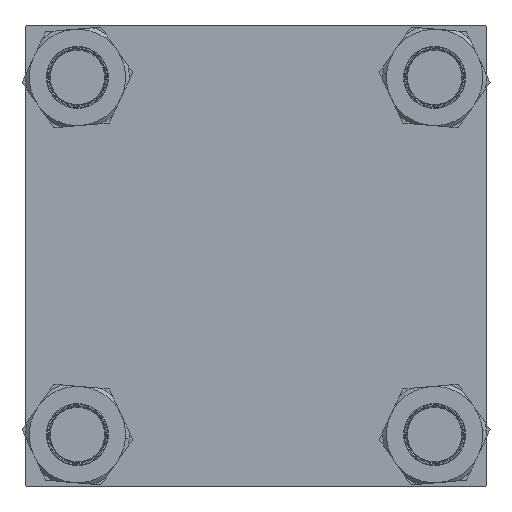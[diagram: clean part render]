
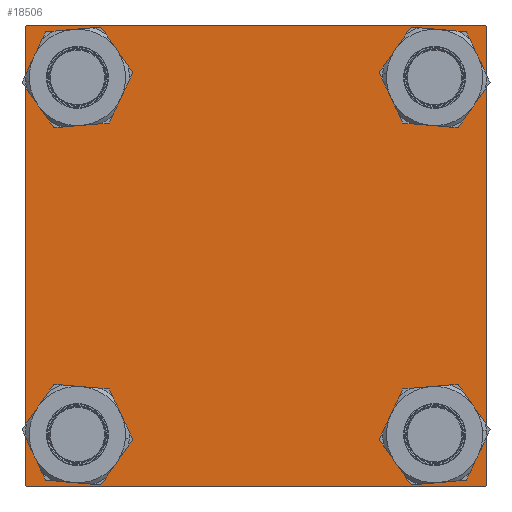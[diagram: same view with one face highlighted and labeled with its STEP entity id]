
A CAD part, left-side view. The second image highlights one B-rep face of the part: STEP entity #18506.
In plain terms, the highlighted planar face has unit normal (-1, 0, 0).
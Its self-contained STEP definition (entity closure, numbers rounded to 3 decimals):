
#220 = CARTESIAN_POINT ( 'NONE',  ( 0., 95.1, 95.1 ) ) ;
#666 = VERTEX_POINT ( 'NONE', #14528 ) ;
#682 = CARTESIAN_POINT ( 'NONE',  ( 0., 95.1, 95.1 ) ) ;
#1093 = DIRECTION ( 'NONE',  ( 0., 0., 1. ) ) ;
#1445 = CARTESIAN_POINT ( 'NONE',  ( 0., 95.1, -95.1 ) ) ;
#1515 = VECTOR ( 'NONE', #53716, 1000. ) ;
#2058 = EDGE_CURVE ( 'NONE', #19540, #50049, #50851, .T. ) ;
#2521 = ORIENTED_EDGE ( 'NONE', *, *, #50359, .T. ) ;
#3081 = EDGE_CURVE ( 'NONE', #11318, #48323, #28251, .T. ) ;
#4574 = LINE ( 'NONE', #29800, #30836 ) ;
#4727 = EDGE_CURVE ( 'NONE', #50499, #56606, #16602, .T. ) ;
#4986 = EDGE_LOOP ( 'NONE', ( #39139, #38637 ) ) ;
#5747 = VERTEX_POINT ( 'NONE', #21959 ) ;
#6224 = VECTOR ( 'NONE', #21448, 1000. ) ;
#6559 = ORIENTED_EDGE ( 'NONE', *, *, #51292, .T. ) ;
#6956 = VERTEX_POINT ( 'NONE', #7381 ) ;
#7381 = CARTESIAN_POINT ( 'NONE',  ( 0., -122.5, -122. ) ) ;
#7556 = CARTESIAN_POINT ( 'NONE',  ( 0., -122.25, -122.25 ) ) ;
#7667 = AXIS2_PLACEMENT_3D ( 'NONE', #1445, #46568, #41940 ) ;
#7896 = AXIS2_PLACEMENT_3D ( 'NONE', #11829, #29208, #20812 ) ;
#8003 = DIRECTION ( 'NONE',  ( 0., 0., 1. ) ) ;
#8195 = AXIS2_PLACEMENT_3D ( 'NONE', #682, #30013, #8003 ) ;
#8917 = DIRECTION ( 'NONE',  ( 0., 0.707, -0.707 ) ) ;
#9149 = LINE ( 'NONE', #10025, #1515 ) ;
#9759 = CARTESIAN_POINT ( 'NONE',  ( 0., -95.1, 95.1 ) ) ;
#9764 = ORIENTED_EDGE ( 'NONE', *, *, #13590, .T. ) ;
#10025 = CARTESIAN_POINT ( 'NONE',  ( 0., 122.5, 122.5 ) ) ;
#10288 = DIRECTION ( 'NONE',  ( 1., 0., 0. ) ) ;
#10536 = VERTEX_POINT ( 'NONE', #35484 ) ;
#10844 = PLANE ( 'NONE',  #51124 ) ;
#11318 = VERTEX_POINT ( 'NONE', #29538 ) ;
#11829 = CARTESIAN_POINT ( 'NONE',  ( 0., -95.1, 95.1 ) ) ;
#11875 = ORIENTED_EDGE ( 'NONE', *, *, #4727, .T. ) ;
#11904 = CARTESIAN_POINT ( 'NONE',  ( 0., -95.1, -79.6 ) ) ;
#13161 = DIRECTION ( 'NONE',  ( 1., 0., 0. ) ) ;
#13590 = EDGE_CURVE ( 'NONE', #23277, #19454, #32635, .T. ) ;
#14528 = CARTESIAN_POINT ( 'NONE',  ( 0., 122., -122.5 ) ) ;
#14947 = VECTOR ( 'NONE', #28364, 1000. ) ;
#16602 = CIRCLE ( 'NONE', #48920, 15.5 ) ;
#16671 = EDGE_LOOP ( 'NONE', ( #2521, #11875 ) ) ;
#16766 = AXIS2_PLACEMENT_3D ( 'NONE', #9759, #19021, #48819 ) ;
#17717 = EDGE_CURVE ( 'NONE', #43218, #48323, #48717, .T. ) ;
#18500 = ORIENTED_EDGE ( 'NONE', *, *, #30021, .T. ) ;
#18506 = ADVANCED_FACE ( 'NONE', ( #23312, #18967, #54836, #45601, #45022 ), #10844, .T. ) ;
#18577 = CIRCLE ( 'NONE', #51852, 15.5 ) ;
#18967 = FACE_BOUND ( 'NONE', #16671, .T. ) ;
#19021 = DIRECTION ( 'NONE',  ( 1., 0., 0. ) ) ;
#19454 = VERTEX_POINT ( 'NONE', #45889 ) ;
#19540 = VERTEX_POINT ( 'NONE', #20972 ) ;
#19849 = DIRECTION ( 'NONE',  ( 0., -1., 0. ) ) ;
#20226 = EDGE_CURVE ( 'NONE', #11318, #5747, #4574, .T. ) ;
#20512 = CARTESIAN_POINT ( 'NONE',  ( 0., -122.5, 122.5 ) ) ;
#20708 = CARTESIAN_POINT ( 'NONE',  ( 0., 122.5, 122.5 ) ) ;
#20812 = DIRECTION ( 'NONE',  ( 0., 0., 1. ) ) ;
#20972 = CARTESIAN_POINT ( 'NONE',  ( 0., 95.1, 79.6 ) ) ;
#21448 = DIRECTION ( 'NONE',  ( 0., -0.707, 0.707 ) ) ;
#21959 = CARTESIAN_POINT ( 'NONE',  ( 0., 122.5, 122. ) ) ;
#22414 = CARTESIAN_POINT ( 'NONE',  ( 0., -95.1, -95.1 ) ) ;
#23277 = VERTEX_POINT ( 'NONE', #38268 ) ;
#23312 = FACE_BOUND ( 'NONE', #4986, .T. ) ;
#23349 = DIRECTION ( 'NONE',  ( 0., -0.707, -0.707 ) ) ;
#24113 = CIRCLE ( 'NONE', #46309, 15.5 ) ;
#24836 = LINE ( 'NONE', #20512, #46823 ) ;
#25118 = VERTEX_POINT ( 'NONE', #35009 ) ;
#26225 = ORIENTED_EDGE ( 'NONE', *, *, #52077, .T. ) ;
#26345 = EDGE_CURVE ( 'NONE', #25118, #10536, #50418, .T. ) ;
#27319 = CARTESIAN_POINT ( 'NONE',  ( 0., -122.25, 122.25 ) ) ;
#28251 = LINE ( 'NONE', #20708, #31333 ) ;
#28364 = DIRECTION ( 'NONE',  ( 0., -1., 0. ) ) ;
#28405 = ORIENTED_EDGE ( 'NONE', *, *, #30819, .F. ) ;
#28470 = CIRCLE ( 'NONE', #46958, 15.5 ) ;
#29208 = DIRECTION ( 'NONE',  ( 1., 0., 0. ) ) ;
#29538 = CARTESIAN_POINT ( 'NONE',  ( 0., 122., 122.5 ) ) ;
#29800 = CARTESIAN_POINT ( 'NONE',  ( 0., 122.25, 122.25 ) ) ;
#30013 = DIRECTION ( 'NONE',  ( 1., 0., 0. ) ) ;
#30021 = EDGE_CURVE ( 'NONE', #5747, #45091, #9149, .T. ) ;
#30046 = CARTESIAN_POINT ( 'NONE',  ( 0., 122.5, -122. ) ) ;
#30413 = LINE ( 'NONE', #7556, #6224 ) ;
#30819 = EDGE_CURVE ( 'NONE', #43218, #6956, #24836, .T. ) ;
#30836 = VECTOR ( 'NONE', #8917, 1000. ) ;
#31333 = VECTOR ( 'NONE', #19849, 1000. ) ;
#31997 = DIRECTION ( 'NONE',  ( -1., 0., 0. ) ) ;
#32282 = DIRECTION ( 'NONE',  ( 0., 0., 1. ) ) ;
#32635 = CIRCLE ( 'NONE', #7667, 15.5 ) ;
#33309 = DIRECTION ( 'NONE',  ( 0., 0., 1. ) ) ;
#35009 = CARTESIAN_POINT ( 'NONE',  ( 0., -95.1, 110.6 ) ) ;
#35428 = DIRECTION ( 'NONE',  ( 0., 0., 1. ) ) ;
#35484 = CARTESIAN_POINT ( 'NONE',  ( 0., -95.1, 79.6 ) ) ;
#36027 = ORIENTED_EDGE ( 'NONE', *, *, #3081, .F. ) ;
#36074 = LINE ( 'NONE', #50247, #43155 ) ;
#37497 = CARTESIAN_POINT ( 'NONE',  ( 0., -122.5, 122. ) ) ;
#37512 = CARTESIAN_POINT ( 'NONE',  ( 0., 95.1, 110.6 ) ) ;
#37561 = CARTESIAN_POINT ( 'NONE',  ( 0., -122., 122.5 ) ) ;
#37789 = EDGE_CURVE ( 'NONE', #45091, #666, #36074, .T. ) ;
#38151 = DIRECTION ( 'NONE',  ( 0., 0., -1. ) ) ;
#38171 = CARTESIAN_POINT ( 'NONE',  ( 0., 122.5, -122.5 ) ) ;
#38268 = CARTESIAN_POINT ( 'NONE',  ( 0., 95.1, -110.6 ) ) ;
#38637 = ORIENTED_EDGE ( 'NONE', *, *, #51228, .T. ) ;
#38849 = EDGE_LOOP ( 'NONE', ( #18500, #54069, #26225, #52821, #28405, #44853, #36027, #49735 ) ) ;
#39139 = ORIENTED_EDGE ( 'NONE', *, *, #26345, .T. ) ;
#39230 = EDGE_CURVE ( 'NONE', #53462, #6956, #30413, .T. ) ;
#40679 = DIRECTION ( 'NONE',  ( 0., 0., 1. ) ) ;
#41051 = VECTOR ( 'NONE', #53058, 1000. ) ;
#41506 = EDGE_CURVE ( 'NONE', #19454, #23277, #28470, .T. ) ;
#41712 = CIRCLE ( 'NONE', #16766, 15.5 ) ;
#41940 = DIRECTION ( 'NONE',  ( 0., 0., 1. ) ) ;
#43155 = VECTOR ( 'NONE', #23349, 1000. ) ;
#43218 = VERTEX_POINT ( 'NONE', #37497 ) ;
#43794 = EDGE_LOOP ( 'NONE', ( #6559, #44840 ) ) ;
#44441 = CARTESIAN_POINT ( 'NONE',  ( 0., 95.1, -95.1 ) ) ;
#44840 = ORIENTED_EDGE ( 'NONE', *, *, #2058, .T. ) ;
#44853 = ORIENTED_EDGE ( 'NONE', *, *, #17717, .T. ) ;
#45022 = FACE_OUTER_BOUND ( 'NONE', #38849, .T. ) ;
#45048 = ORIENTED_EDGE ( 'NONE', *, *, #41506, .T. ) ;
#45091 = VERTEX_POINT ( 'NONE', #30046 ) ;
#45601 = FACE_BOUND ( 'NONE', #43794, .T. ) ;
#45733 = EDGE_LOOP ( 'NONE', ( #45048, #9764 ) ) ;
#45881 = CARTESIAN_POINT ( 'NONE',  ( 0., 0., 0. ) ) ;
#45889 = CARTESIAN_POINT ( 'NONE',  ( 0., 95.1, -79.6 ) ) ;
#46309 = AXIS2_PLACEMENT_3D ( 'NONE', #220, #49407, #1093 ) ;
#46345 = CARTESIAN_POINT ( 'NONE',  ( 0., -95.1, -95.1 ) ) ;
#46568 = DIRECTION ( 'NONE',  ( 1., 0., 0. ) ) ;
#46823 = VECTOR ( 'NONE', #38151, 1000. ) ;
#46958 = AXIS2_PLACEMENT_3D ( 'NONE', #44441, #10288, #40679 ) ;
#48225 = CARTESIAN_POINT ( 'NONE',  ( 0., -122., -122.5 ) ) ;
#48323 = VERTEX_POINT ( 'NONE', #37561 ) ;
#48717 = LINE ( 'NONE', #27319, #41051 ) ;
#48819 = DIRECTION ( 'NONE',  ( 0., 0., 1. ) ) ;
#48920 = AXIS2_PLACEMENT_3D ( 'NONE', #46345, #54730, #33309 ) ;
#49407 = DIRECTION ( 'NONE',  ( 1., 0., 0. ) ) ;
#49735 = ORIENTED_EDGE ( 'NONE', *, *, #20226, .T. ) ;
#50049 = VERTEX_POINT ( 'NONE', #37512 ) ;
#50247 = CARTESIAN_POINT ( 'NONE',  ( 0., 122.25, -122.25 ) ) ;
#50359 = EDGE_CURVE ( 'NONE', #56606, #50499, #18577, .T. ) ;
#50418 = CIRCLE ( 'NONE', #7896, 15.5 ) ;
#50470 = CARTESIAN_POINT ( 'NONE',  ( 0., -95.1, -110.6 ) ) ;
#50499 = VERTEX_POINT ( 'NONE', #50470 ) ;
#50851 = CIRCLE ( 'NONE', #8195, 15.5 ) ;
#51124 = AXIS2_PLACEMENT_3D ( 'NONE', #45881, #31997, #32282 ) ;
#51228 = EDGE_CURVE ( 'NONE', #10536, #25118, #41712, .T. ) ;
#51292 = EDGE_CURVE ( 'NONE', #50049, #19540, #24113, .T. ) ;
#51852 = AXIS2_PLACEMENT_3D ( 'NONE', #22414, #13161, #35428 ) ;
#52077 = EDGE_CURVE ( 'NONE', #666, #53462, #56103, .T. ) ;
#52821 = ORIENTED_EDGE ( 'NONE', *, *, #39230, .T. ) ;
#53058 = DIRECTION ( 'NONE',  ( 0., 0.707, 0.707 ) ) ;
#53462 = VERTEX_POINT ( 'NONE', #48225 ) ;
#53716 = DIRECTION ( 'NONE',  ( 0., 0., -1. ) ) ;
#54069 = ORIENTED_EDGE ( 'NONE', *, *, #37789, .T. ) ;
#54730 = DIRECTION ( 'NONE',  ( 1., 0., 0. ) ) ;
#54836 = FACE_BOUND ( 'NONE', #45733, .T. ) ;
#56103 = LINE ( 'NONE', #38171, #14947 ) ;
#56606 = VERTEX_POINT ( 'NONE', #11904 ) ;
